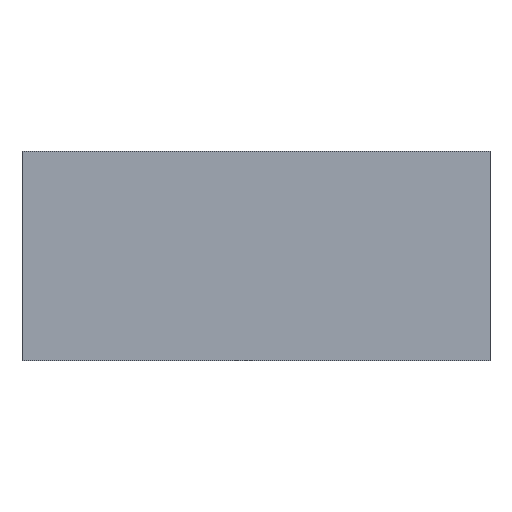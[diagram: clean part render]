
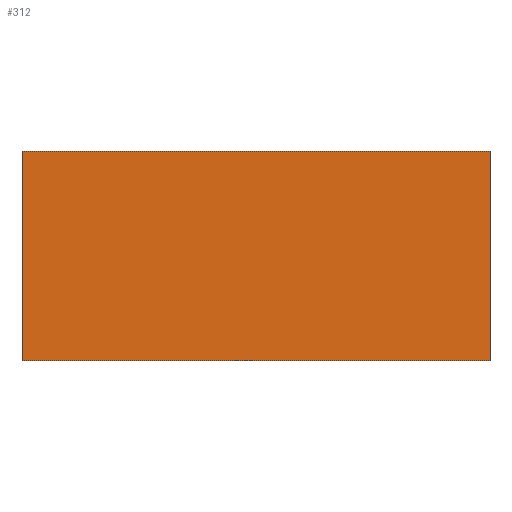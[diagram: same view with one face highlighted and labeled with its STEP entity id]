
A CAD part, front view. The second image highlights one B-rep face of the part: STEP entity #312.
In plain terms, the highlighted planar face has unit normal (0, -1, 0).
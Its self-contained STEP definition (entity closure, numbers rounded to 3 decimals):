
#28=PLANE('',#346);
#44=FACE_OUTER_BOUND('',#60,.T.);
#60=EDGE_LOOP('',(#291,#292,#293,#294));
#68=LINE('',#451,#106);
#94=LINE('',#505,#132);
#96=LINE('',#509,#134);
#98=LINE('',#512,#136);
#106=VECTOR('',#366,10.);
#132=VECTOR('',#416,10.);
#134=VECTOR('',#420,10.);
#136=VECTOR('',#424,10.);
#150=VERTEX_POINT('',#448);
#151=VERTEX_POINT('',#450);
#167=VERTEX_POINT('',#504);
#168=VERTEX_POINT('',#508);
#179=EDGE_CURVE('',#150,#151,#68,.T.);
#206=EDGE_CURVE('',#151,#167,#94,.T.);
#208=EDGE_CURVE('',#168,#150,#96,.T.);
#210=EDGE_CURVE('',#167,#168,#98,.T.);
#291=ORIENTED_EDGE('',*,*,#210,.F.);
#292=ORIENTED_EDGE('',*,*,#206,.F.);
#293=ORIENTED_EDGE('',*,*,#179,.F.);
#294=ORIENTED_EDGE('',*,*,#208,.F.);
#312=ADVANCED_FACE('',(#44),#28,.F.);
#346=AXIS2_PLACEMENT_3D('',#513,#425,#426);
#366=DIRECTION('',(1.,0.,0.));
#416=DIRECTION('',(0.,0.,-1.));
#420=DIRECTION('',(0.,0.,1.));
#424=DIRECTION('',(-1.,0.,0.));
#425=DIRECTION('center_axis',(0.,1.,0.));
#426=DIRECTION('ref_axis',(1.,0.,0.));
#448=CARTESIAN_POINT('',(-2.,0.,2.));
#450=CARTESIAN_POINT('',(65.,0.,2.));
#451=CARTESIAN_POINT('',(-2.,0.,2.));
#504=CARTESIAN_POINT('',(65.,0.,-28.));
#505=CARTESIAN_POINT('',(65.,0.,2.));
#508=CARTESIAN_POINT('',(-2.,0.,-28.));
#509=CARTESIAN_POINT('',(-2.,0.,-28.));
#512=CARTESIAN_POINT('',(65.,0.,-28.));
#513=CARTESIAN_POINT('Origin',(31.5,0.,-13.));
